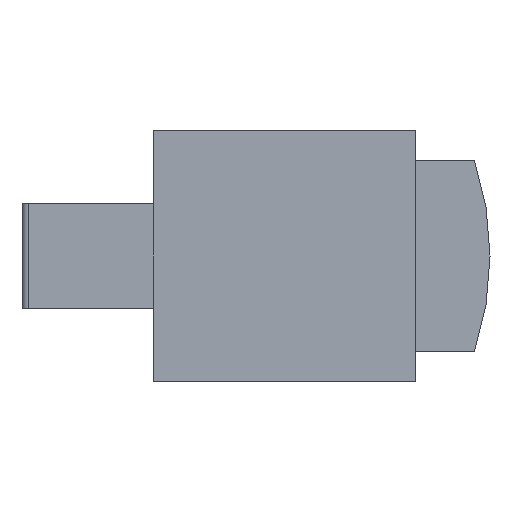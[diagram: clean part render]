
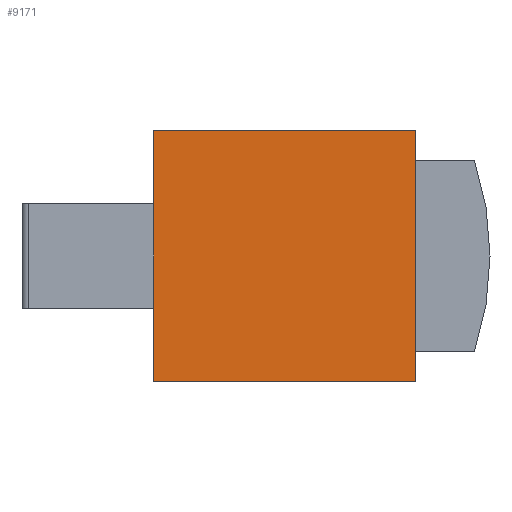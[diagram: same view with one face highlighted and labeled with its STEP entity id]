
A CAD part, front view. The second image highlights one B-rep face of the part: STEP entity #9171.
In plain terms, the highlighted planar face has unit normal (0, -1, 0).
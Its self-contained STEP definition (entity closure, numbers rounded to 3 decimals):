
#182=PLANE('',#9711);
#1462=ORIENTED_EDGE('',*,*,#2572,.F.);
#1463=ORIENTED_EDGE('',*,*,#2686,.F.);
#1464=ORIENTED_EDGE('',*,*,#2978,.F.);
#1465=ORIENTED_EDGE('',*,*,#2706,.F.);
#2572=EDGE_CURVE('',#3525,#3526,#4161,.T.);
#2686=EDGE_CURVE('',#3608,#3525,#4267,.T.);
#2706=EDGE_CURVE('',#3526,#3625,#4282,.T.);
#2978=EDGE_CURVE('',#3625,#3608,#4416,.T.);
#3525=VERTEX_POINT('',#12045);
#3526=VERTEX_POINT('',#12047);
#3608=VERTEX_POINT('',#12267);
#3625=VERTEX_POINT('',#12307);
#4161=LINE('',#12046,#4854);
#4267=LINE('',#12268,#4960);
#4282=LINE('',#12306,#4975);
#4416=LINE('',#13000,#5109);
#4854=VECTOR('',#10084,1000.);
#4960=VECTOR('',#10256,1000.);
#4975=VECTOR('',#10285,1000.);
#5109=VECTOR('',#10763,1000.);
#5658=EDGE_LOOP('',(#1462,#1463,#1464,#1465));
#6086=FACE_BOUND('',#5658,.T.);
#9171=ADVANCED_FACE('',(#6086),#182,.F.);
#9711=AXIS2_PLACEMENT_3D('',#13322,#11030,#11031);
#10084=DIRECTION('',(0.,0.,1.));
#10256=DIRECTION('',(-1.,0.,0.));
#10285=DIRECTION('',(1.,0.,0.));
#10763=DIRECTION('',(0.,0.,-1.));
#11030=DIRECTION('',(0.,1.,0.));
#11031=DIRECTION('',(0.,0.,1.));
#12045=CARTESIAN_POINT('',(-21.,-31.5,-20.1));
#12046=CARTESIAN_POINT('',(-21.,-31.5,-20.1));
#12047=CARTESIAN_POINT('',(-21.,-31.5,20.1));
#12267=CARTESIAN_POINT('',(21.,-31.5,-20.1));
#12268=CARTESIAN_POINT('',(21.,-31.5,-20.1));
#12306=CARTESIAN_POINT('',(-21.,-31.5,20.1));
#12307=CARTESIAN_POINT('',(21.,-31.5,20.1));
#13000=CARTESIAN_POINT('',(21.,-31.5,20.1));
#13322=CARTESIAN_POINT('',(0.,-31.5,0.));
